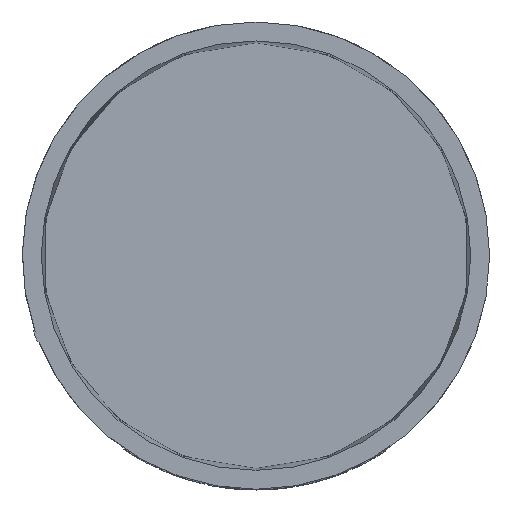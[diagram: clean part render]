
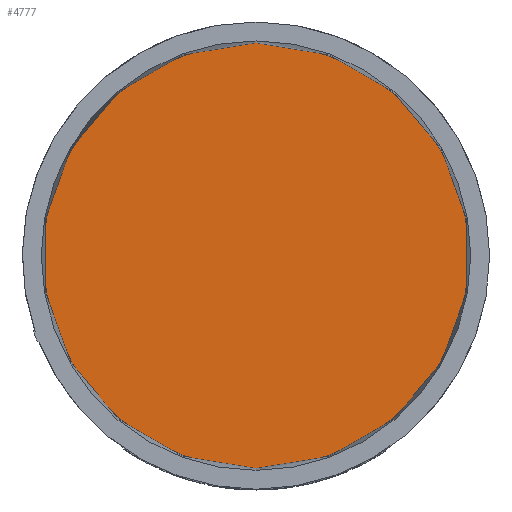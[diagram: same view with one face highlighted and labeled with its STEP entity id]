
A CAD part, front view. The second image highlights one B-rep face of the part: STEP entity #4777.
In plain terms, the highlighted planar face has unit normal (0, -1, 0).
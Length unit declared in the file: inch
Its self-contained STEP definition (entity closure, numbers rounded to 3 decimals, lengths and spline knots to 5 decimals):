
#40 = DIRECTION ( 'NONE',  ( 0., -1., 0. ) ) ;
#68 = EDGE_LOOP ( 'NONE', ( #5253, #1658 ) ) ;
#513 = CARTESIAN_POINT ( 'NONE',  ( -0.00291, -0.43307, 0.98378 ) ) ;
#530 = CARTESIAN_POINT ( 'NONE',  ( 0., -0.43307, 0. ) ) ;
#1376 = CIRCLE ( 'NONE', #2472, 1.11174 ) ;
#1475 = CARTESIAN_POINT ( 'NONE',  ( 0., -0.43307, 1.11174 ) ) ;
#1658 = ORIENTED_EDGE ( 'NONE', *, *, #3324, .T. ) ;
#1768 = CARTESIAN_POINT ( 'NONE',  ( 0., -0.43307, -1.11174 ) ) ;
#2195 = PLANE ( 'NONE',  #3901 ) ;
#2472 = AXIS2_PLACEMENT_3D ( 'NONE', #2474, #4038, #5544 ) ;
#2474 = CARTESIAN_POINT ( 'NONE',  ( 0., -0.43307, 0. ) ) ;
#2614 = AXIS2_PLACEMENT_3D ( 'NONE', #530, #40, #3712 ) ;
#3324 = EDGE_CURVE ( 'NONE', #3664, #4329, #3485, .T. ) ;
#3485 = CIRCLE ( 'NONE', #2614, 1.11174 ) ;
#3664 = VERTEX_POINT ( 'NONE', #1475 ) ;
#3712 = DIRECTION ( 'NONE',  ( 0., 0., -1. ) ) ;
#3901 = AXIS2_PLACEMENT_3D ( 'NONE', #513, #4273, #4680 ) ;
#4038 = DIRECTION ( 'NONE',  ( 0., -1., 0. ) ) ;
#4273 = DIRECTION ( 'NONE',  ( 0., -1., 0. ) ) ;
#4329 = VERTEX_POINT ( 'NONE', #1768 ) ;
#4680 = DIRECTION ( 'NONE',  ( 0., 0., -1. ) ) ;
#4777 = ADVANCED_FACE ( 'NONE', ( #5193 ), #2195, .T. ) ;
#5193 = FACE_OUTER_BOUND ( 'NONE', #68, .T. ) ;
#5253 = ORIENTED_EDGE ( 'NONE', *, *, #6735, .T. ) ;
#5544 = DIRECTION ( 'NONE',  ( 0., 0., -1. ) ) ;
#6735 = EDGE_CURVE ( 'NONE', #4329, #3664, #1376, .T. ) ;
